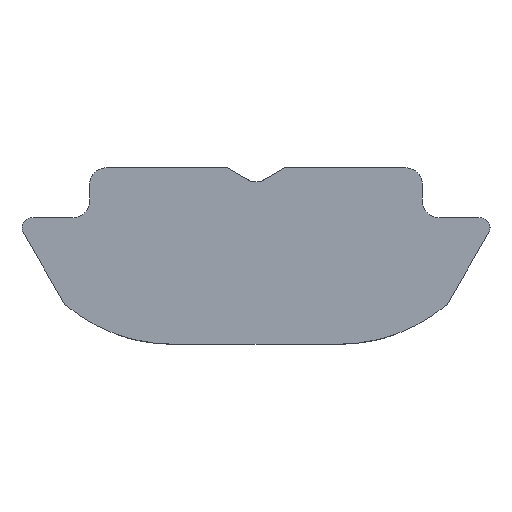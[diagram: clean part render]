
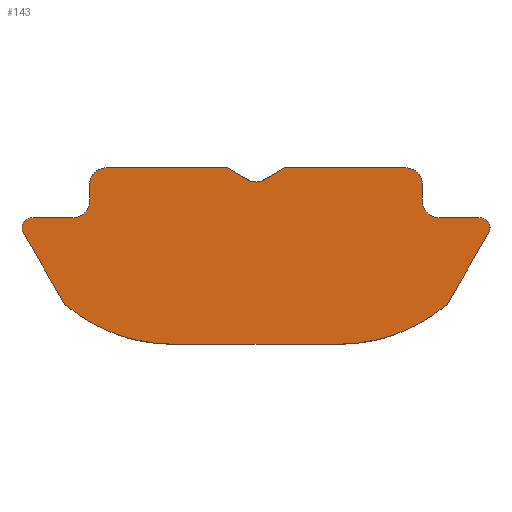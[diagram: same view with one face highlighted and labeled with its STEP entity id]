
A CAD part, left-side view. The second image highlights one B-rep face of the part: STEP entity #143.
In plain terms, the highlighted planar face has unit normal (-1, 0, 0).
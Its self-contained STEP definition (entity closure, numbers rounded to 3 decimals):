
#143=ADVANCED_FACE('',(#280),#281,.F.);
#280=FACE_OUTER_BOUND('',#408,.T.);
#281=PLANE('',#409);
#408=EDGE_LOOP('',(#777,#778,#779,#780,#781,#782,#783,#784,#785,#786,#787,#788,#789,#790,#791,#792,#793,#794,#795,#796,#797,#798,#799,#800,#801,#802,#803,#804));
#409=AXIS2_PLACEMENT_3D('',#805,#806,#807);
#777=ORIENTED_EDGE('',*,*,#910,.F.);
#778=ORIENTED_EDGE('',*,*,#915,.F.);
#779=ORIENTED_EDGE('',*,*,#903,.F.);
#780=ORIENTED_EDGE('',*,*,#896,.F.);
#781=ORIENTED_EDGE('',*,*,#920,.F.);
#782=ORIENTED_EDGE('',*,*,#841,.F.);
#783=ORIENTED_EDGE('',*,*,#924,.F.);
#784=ORIENTED_EDGE('',*,*,#928,.F.);
#785=ORIENTED_EDGE('',*,*,#930,.F.);
#786=ORIENTED_EDGE('',*,*,#838,.F.);
#787=ORIENTED_EDGE('',*,*,#934,.F.);
#788=ORIENTED_EDGE('',*,*,#831,.F.);
#789=ORIENTED_EDGE('',*,*,#938,.F.);
#790=ORIENTED_EDGE('',*,*,#941,.F.);
#791=ORIENTED_EDGE('',*,*,#826,.F.);
#792=ORIENTED_EDGE('',*,*,#944,.F.);
#793=ORIENTED_EDGE('',*,*,#888,.F.);
#794=ORIENTED_EDGE('',*,*,#846,.F.);
#795=ORIENTED_EDGE('',*,*,#893,.F.);
#796=ORIENTED_EDGE('',*,*,#947,.F.);
#797=ORIENTED_EDGE('',*,*,#821,.F.);
#798=ORIENTED_EDGE('',*,*,#951,.F.);
#799=ORIENTED_EDGE('',*,*,#955,.F.);
#800=ORIENTED_EDGE('',*,*,#957,.F.);
#801=ORIENTED_EDGE('',*,*,#818,.F.);
#802=ORIENTED_EDGE('',*,*,#961,.F.);
#803=ORIENTED_EDGE('',*,*,#811,.F.);
#804=ORIENTED_EDGE('',*,*,#964,.F.);
#805=CARTESIAN_POINT('',(-10.0,0.0,-1.002));
#806=DIRECTION('',(1.0,0.0,0.0));
#807=DIRECTION('',(0.0,1.0,-0.0));
#811=EDGE_CURVE('',#969,#972,#973,.T.);
#818=EDGE_CURVE('',#983,#979,#985,.T.);
#821=EDGE_CURVE('',#987,#990,#991,.T.);
#826=EDGE_CURVE('',#996,#999,#1000,.T.);
#831=EDGE_CURVE('',#1005,#1008,#1009,.T.);
#838=EDGE_CURVE('',#1019,#1015,#1021,.T.);
#841=EDGE_CURVE('',#1023,#1026,#1027,.T.);
#846=EDGE_CURVE('',#1032,#1035,#1036,.T.);
#888=EDGE_CURVE('',#1035,#1102,#1103,.T.);
#893=EDGE_CURVE('',#1108,#1032,#1110,.T.);
#896=EDGE_CURVE('',#1112,#1114,#1115,.T.);
#903=EDGE_CURVE('',#1114,#1124,#1125,.T.);
#910=EDGE_CURVE('',#1132,#1134,#1135,.T.);
#915=EDGE_CURVE('',#1124,#1132,#1142,.T.);
#920=EDGE_CURVE('',#1026,#1112,#1147,.T.);
#924=EDGE_CURVE('',#1151,#1023,#1153,.T.);
#928=EDGE_CURVE('',#1157,#1151,#1159,.T.);
#930=EDGE_CURVE('',#1015,#1157,#1161,.T.);
#934=EDGE_CURVE('',#1008,#1019,#1165,.T.);
#938=EDGE_CURVE('',#1169,#1005,#1171,.T.);
#941=EDGE_CURVE('',#999,#1169,#1174,.T.);
#944=EDGE_CURVE('',#1102,#996,#1177,.T.);
#947=EDGE_CURVE('',#990,#1108,#1180,.T.);
#951=EDGE_CURVE('',#1184,#987,#1186,.T.);
#955=EDGE_CURVE('',#1190,#1184,#1192,.T.);
#957=EDGE_CURVE('',#979,#1190,#1194,.T.);
#961=EDGE_CURVE('',#972,#983,#1198,.T.);
#964=EDGE_CURVE('',#1134,#969,#1201,.T.);
#969=VERTEX_POINT('',#1206);
#972=VERTEX_POINT('',#1210);
#973=CIRCLE('',#1211,0.5);
#979=VERTEX_POINT('',#1218);
#983=VERTEX_POINT('',#1223);
#985=CIRCLE('',#1226,0.5);
#987=VERTEX_POINT('',#1228);
#990=VERTEX_POINT('',#1232);
#991=CIRCLE('',#1233,0.3);
#996=VERTEX_POINT('',#1239);
#999=VERTEX_POINT('',#1243);
#1000=CIRCLE('',#1244,5.0);
#1005=VERTEX_POINT('',#1250);
#1008=VERTEX_POINT('',#1254);
#1009=CIRCLE('',#1255,0.3);
#1015=VERTEX_POINT('',#1262);
#1019=VERTEX_POINT('',#1267);
#1021=CIRCLE('',#1270,0.5);
#1023=VERTEX_POINT('',#1272);
#1026=VERTEX_POINT('',#1276);
#1027=CIRCLE('',#1277,0.5);
#1032=VERTEX_POINT('',#1283);
#1035=VERTEX_POINT('',#1287);
#1036=CIRCLE('',#1288,5.);
#1102=VERTEX_POINT('',#1422);
#1103=LINE('',#1423,#1424);
#1108=VERTEX_POINT('',#1430);
#1110=CIRCLE('',#1433,5.);
#1112=VERTEX_POINT('',#1435);
#1114=VERTEX_POINT('',#1438);
#1115=LINE('',#1439,#1440);
#1124=VERTEX_POINT('',#1453);
#1125=LINE('',#1454,#1455);
#1132=VERTEX_POINT('',#1465);
#1134=VERTEX_POINT('',#1468);
#1135=LINE('',#1469,#1470);
#1142=LINE('',#1480,#1481);
#1147=LINE('',#1488,#1489);
#1151=VERTEX_POINT('',#1493);
#1153=CIRCLE('',#1496,0.5);
#1157=VERTEX_POINT('',#1501);
#1159=LINE('',#1504,#1505);
#1161=CIRCLE('',#1507,0.5);
#1165=LINE('',#1512,#1513);
#1169=VERTEX_POINT('',#1517);
#1171=CIRCLE('',#1520,0.3);
#1174=LINE('',#1524,#1525);
#1177=CIRCLE('',#1528,5.0);
#1180=LINE('',#1532,#1533);
#1184=VERTEX_POINT('',#1537);
#1186=CIRCLE('',#1540,0.3);
#1190=VERTEX_POINT('',#1545);
#1192=LINE('',#1548,#1549);
#1194=CIRCLE('',#1551,0.5);
#1198=LINE('',#1556,#1557);
#1201=CIRCLE('',#1560,0.5);
#1206=CARTESIAN_POINT('',(-10.0,-4.854,1.354));
#1210=CARTESIAN_POINT('',(-10.0,-5.0,1.0));
#1211=AXIS2_PLACEMENT_3D('',#1565,#1566,#1567);
#1218=CARTESIAN_POINT('',(-10.0,-5.146,0.146));
#1223=CARTESIAN_POINT('',(-10.0,-5.0,0.5));
#1226=AXIS2_PLACEMENT_3D('',#1577,#1578,#1579);
#1228=CARTESIAN_POINT('',(-10.0,-6.99,-0.15));
#1232=CARTESIAN_POINT('',(-10.0,-6.99,-0.45));
#1233=AXIS2_PLACEMENT_3D('',#1581,#1582,#1583);
#1239=CARTESIAN_POINT('',(-10.0,4.231,-3.491));
#1243=CARTESIAN_POINT('',(-10.0,5.748,-2.601));
#1244=AXIS2_PLACEMENT_3D('',#1589,#1590,#1591);
#1250=CARTESIAN_POINT('',(-10.0,6.99,-0.15));
#1254=CARTESIAN_POINT('',(-10.0,6.73,0.0));
#1255=AXIS2_PLACEMENT_3D('',#1597,#1598,#1599);
#1262=CARTESIAN_POINT('',(-10.0,5.146,0.146));
#1267=CARTESIAN_POINT('',(-10.0,5.5,0.0));
#1270=AXIS2_PLACEMENT_3D('',#1609,#1610,#1611);
#1272=CARTESIAN_POINT('',(-10.0,4.854,1.354));
#1276=CARTESIAN_POINT('',(-10.0,4.5,1.5));
#1277=AXIS2_PLACEMENT_3D('',#1613,#1614,#1615);
#1283=CARTESIAN_POINT('',(-10.0,-4.231,-3.491));
#1287=CARTESIAN_POINT('',(-10.0,-2.5,-3.8));
#1288=AXIS2_PLACEMENT_3D('',#1621,#1622,#1623);
#1422=CARTESIAN_POINT('',(-10.0,2.5,-3.8));
#1423=CARTESIAN_POINT('',(-10.0,-2.5,-3.8));
#1424=VECTOR('',#1697,5.0);
#1430=CARTESIAN_POINT('',(-10.0,-5.748,-2.601));
#1433=AXIS2_PLACEMENT_3D('',#1703,#1704,#1705);
#1435=CARTESIAN_POINT('',(-10.0,0.866,1.5));
#1438=CARTESIAN_POINT('',(-10.0,0.134,1.077));
#1439=CARTESIAN_POINT('',(-10.0,0.866,1.5));
#1440=VECTOR('',#1707,0.845);
#1453=CARTESIAN_POINT('',(-10.0,-0.134,1.077));
#1454=CARTESIAN_POINT('',(-10.0,0.134,1.077));
#1455=VECTOR('',#1712,0.268);
#1465=CARTESIAN_POINT('',(-10.0,-0.866,1.5));
#1468=CARTESIAN_POINT('',(-10.0,-4.5,1.5));
#1469=CARTESIAN_POINT('',(-10.0,-0.866,1.5));
#1470=VECTOR('',#1717,3.634);
#1480=CARTESIAN_POINT('',(-10.0,-0.134,1.077));
#1481=VECTOR('',#1721,0.845);
#1488=CARTESIAN_POINT('',(-10.0,4.5,1.5));
#1489=VECTOR('',#1724,3.634);
#1493=CARTESIAN_POINT('',(-10.0,5.0,1.0));
#1496=AXIS2_PLACEMENT_3D('',#1729,#1730,#1731);
#1501=CARTESIAN_POINT('',(-10.0,5.0,0.5));
#1504=CARTESIAN_POINT('',(-10.0,5.0,0.5));
#1505=VECTOR('',#1734,0.5);
#1507=AXIS2_PLACEMENT_3D('',#1735,#1736,#1737);
#1512=CARTESIAN_POINT('',(-10.0,6.73,0.0));
#1513=VECTOR('',#1742,1.23);
#1517=CARTESIAN_POINT('',(-10.0,6.99,-0.45));
#1520=AXIS2_PLACEMENT_3D('',#1747,#1748,#1749);
#1524=CARTESIAN_POINT('',(-10.0,5.748,-2.601));
#1525=VECTOR('',#1751,2.484);
#1528=AXIS2_PLACEMENT_3D('',#1755,#1756,#1757);
#1532=CARTESIAN_POINT('',(-10.0,-6.99,-0.45));
#1533=VECTOR('',#1759,2.484);
#1537=CARTESIAN_POINT('',(-10.0,-6.73,0.));
#1540=AXIS2_PLACEMENT_3D('',#1764,#1765,#1766);
#1545=CARTESIAN_POINT('',(-10.0,-5.5,0.0));
#1548=CARTESIAN_POINT('',(-10.0,-5.5,0.0));
#1549=VECTOR('',#1769,1.23);
#1551=AXIS2_PLACEMENT_3D('',#1770,#1771,#1772);
#1556=CARTESIAN_POINT('',(-10.0,-5.0,1.0));
#1557=VECTOR('',#1777,0.5);
#1560=AXIS2_PLACEMENT_3D('',#1781,#1782,#1783);
#1565=CARTESIAN_POINT('',(-10.0,-4.5,1.0));
#1566=DIRECTION('',(1.0,0.0,0.0));
#1567=DIRECTION('',(0.0,-0.707,0.707));
#1577=CARTESIAN_POINT('',(-10.0,-5.5,0.5));
#1578=DIRECTION('',(-1.0,0.0,0.0));
#1579=DIRECTION('',(0.0,0.707,-0.707));
#1581=CARTESIAN_POINT('',(-10.0,-6.73,-0.3));
#1582=DIRECTION('',(1.0,0.0,0.0));
#1583=DIRECTION('',(0.0,-0.866,0.5));
#1589=CARTESIAN_POINT('',(-10.0,2.5,1.2));
#1590=DIRECTION('',(1.0,0.0,0.0));
#1591=DIRECTION('',(0.0,0.346,-0.938));
#1597=CARTESIAN_POINT('',(-10.0,6.73,-0.3));
#1598=DIRECTION('',(1.0,0.0,-0.0));
#1599=DIRECTION('',(0.0,0.866,0.5));
#1609=CARTESIAN_POINT('',(-10.0,5.5,0.5));
#1610=DIRECTION('',(-1.0,-0.0,0.0));
#1611=DIRECTION('',(0.0,-0.707,-0.707));
#1613=CARTESIAN_POINT('',(-10.0,4.5,1.0));
#1614=DIRECTION('',(1.0,0.0,-0.0));
#1615=DIRECTION('',(0.0,0.707,0.707));
#1621=CARTESIAN_POINT('',(-10.0,-2.5,1.2));
#1622=DIRECTION('',(1.0,0.0,0.0));
#1623=DIRECTION('',(0.0,-0.346,-0.938));
#1697=DIRECTION('',(0.0,1.0,0.0));
#1703=CARTESIAN_POINT('',(-10.0,-2.5,1.2));
#1704=DIRECTION('',(1.0,0.0,0.0));
#1705=DIRECTION('',(0.0,-0.346,-0.938));
#1707=DIRECTION('',(0.0,-0.866,-0.5));
#1712=DIRECTION('',(0.0,-1.0,0.0));
#1717=DIRECTION('',(0.0,-1.0,0.0));
#1721=DIRECTION('',(0.0,-0.866,0.5));
#1724=DIRECTION('',(0.0,-1.0,0.0));
#1729=CARTESIAN_POINT('',(-10.0,4.5,1.0));
#1730=DIRECTION('',(1.0,0.0,-0.0));
#1731=DIRECTION('',(0.0,0.707,0.707));
#1734=DIRECTION('',(0.0,0.0,1.0));
#1735=CARTESIAN_POINT('',(-10.0,5.5,0.5));
#1736=DIRECTION('',(-1.0,-0.0,0.0));
#1737=DIRECTION('',(0.0,-0.707,-0.707));
#1742=DIRECTION('',(0.0,-1.0,0.0));
#1747=CARTESIAN_POINT('',(-10.0,6.73,-0.3));
#1748=DIRECTION('',(1.0,0.0,-0.0));
#1749=DIRECTION('',(0.0,0.866,0.5));
#1751=DIRECTION('',(0.0,0.5,0.866));
#1755=CARTESIAN_POINT('',(-10.0,2.5,1.2));
#1756=DIRECTION('',(1.0,0.0,0.0));
#1757=DIRECTION('',(0.0,0.346,-0.938));
#1759=DIRECTION('',(0.0,0.5,-0.866));
#1764=CARTESIAN_POINT('',(-10.0,-6.73,-0.3));
#1765=DIRECTION('',(1.0,0.0,0.0));
#1766=DIRECTION('',(0.0,-0.866,0.5));
#1769=DIRECTION('',(0.0,-1.0,0.0));
#1770=CARTESIAN_POINT('',(-10.0,-5.5,0.5));
#1771=DIRECTION('',(-1.0,0.0,0.0));
#1772=DIRECTION('',(0.0,0.707,-0.707));
#1777=DIRECTION('',(0.0,0.0,-1.0));
#1781=CARTESIAN_POINT('',(-10.0,-4.5,1.0));
#1782=DIRECTION('',(1.0,0.0,0.0));
#1783=DIRECTION('',(0.0,-0.707,0.707));
